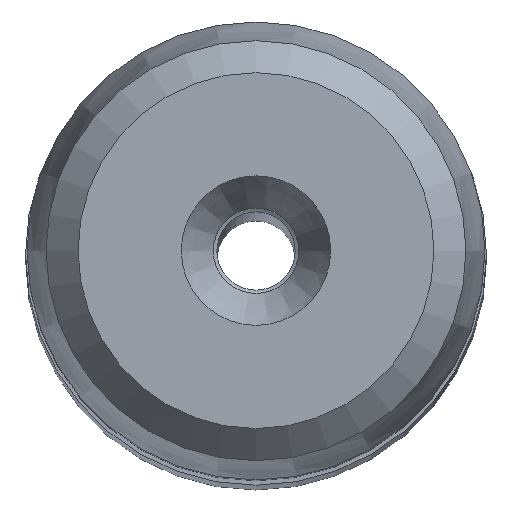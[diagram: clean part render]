
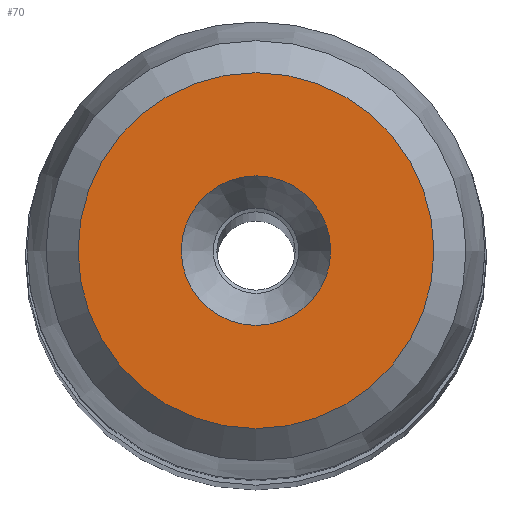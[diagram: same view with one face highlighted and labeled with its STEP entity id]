
A CAD part, top view. The second image highlights one B-rep face of the part: STEP entity #70.
In plain terms, the highlighted planar face has unit normal (0, 0, 1).
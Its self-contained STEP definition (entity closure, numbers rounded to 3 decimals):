
#70=ADVANCED_FACE('',(#114,#115),#102,.F.);
#102=PLANE('',#917);
#114=FACE_BOUND('',#162,.T.);
#115=FACE_BOUND('',#163,.T.);
#162=EDGE_LOOP('',(#218));
#163=EDGE_LOOP('',(#219));
#218=ORIENTED_EDGE('',*,*,#351,.F.);
#219=ORIENTED_EDGE('',*,*,#352,.T.);
#312=VERTEX_POINT('',#1249);
#313=VERTEX_POINT('',#1251);
#351=EDGE_CURVE('',#312,#312,#398,.T.);
#352=EDGE_CURVE('',#313,#313,#399,.T.);
#398=CIRCLE('',#915,1.05);
#399=CIRCLE('',#916,2.5);
#915=AXIS2_PLACEMENT_3D('',#1248,#1042,#1043);
#916=AXIS2_PLACEMENT_3D('',#1250,#1044,#1045);
#917=AXIS2_PLACEMENT_3D('',#1252,#1046,#1047);
#1042=DIRECTION('',(0.,0.,1.));
#1043=DIRECTION('',(-1.,0.,0.));
#1044=DIRECTION('',(0.,0.,1.));
#1045=DIRECTION('',(-1.,0.,0.));
#1046=DIRECTION('',(0.,0.,-1.));
#1047=DIRECTION('',(-1.,0.,0.));
#1248=CARTESIAN_POINT('',(0.,0.,80.));
#1249=CARTESIAN_POINT('',(-1.05,0.,80.));
#1250=CARTESIAN_POINT('',(0.,0.,80.));
#1251=CARTESIAN_POINT('',(-2.5,0.,80.));
#1252=CARTESIAN_POINT('',(0.,0.,80.));
